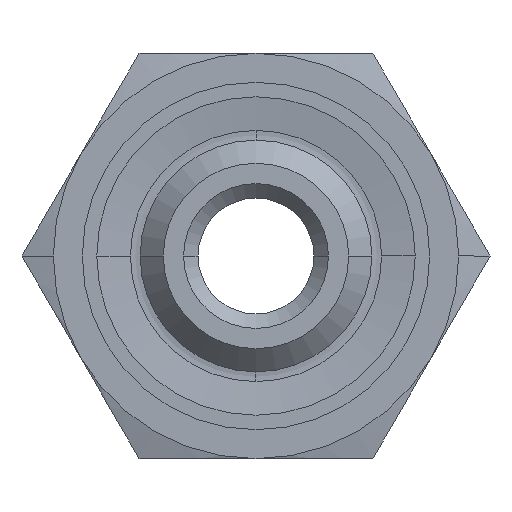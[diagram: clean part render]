
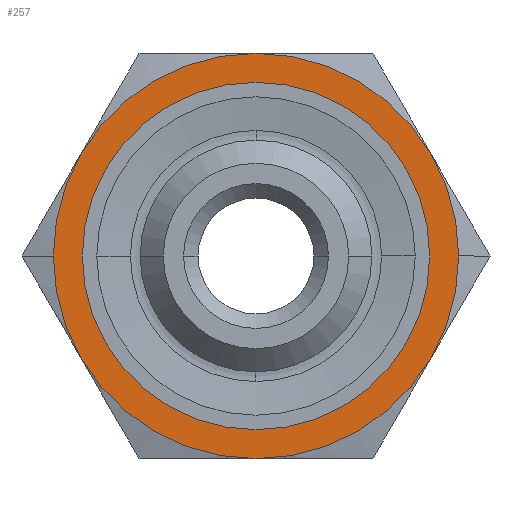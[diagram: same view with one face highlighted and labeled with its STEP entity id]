
A CAD part, left-side view. The second image highlights one B-rep face of the part: STEP entity #257.
In plain terms, the highlighted planar face has unit normal (-1, 0, 0).
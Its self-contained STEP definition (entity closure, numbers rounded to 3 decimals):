
#257 = ADVANCED_FACE( '', ( #491, #492 ), #493, .T. );
#491 = FACE_BOUND( '', #785, .T. );
#492 = FACE_OUTER_BOUND( '', #786, .T. );
#493 = PLANE( '', #787 );
#785 = EDGE_LOOP( '', ( #1560, #1561 ) );
#786 = EDGE_LOOP( '', ( #1562, #1563, #1564, #1565, #1566, #1567, #1568, #1569 ) );
#787 = AXIS2_PLACEMENT_3D( '', #1570, #1571, #1572 );
#1560 = ORIENTED_EDGE( '', *, *, #1980, .F. );
#1561 = ORIENTED_EDGE( '', *, *, #2173, .F. );
#1562 = ORIENTED_EDGE( '', *, *, #2155, .T. );
#1563 = ORIENTED_EDGE( '', *, *, #2018, .T. );
#1564 = ORIENTED_EDGE( '', *, *, #2150, .T. );
#1565 = ORIENTED_EDGE( '', *, *, #2151, .T. );
#1566 = ORIENTED_EDGE( '', *, *, #2020, .T. );
#1567 = ORIENTED_EDGE( '', *, *, #2152, .T. );
#1568 = ORIENTED_EDGE( '', *, *, #2153, .T. );
#1569 = ORIENTED_EDGE( '', *, *, #2154, .T. );
#1570 = CARTESIAN_POINT( '', ( -1.25, 6.5, 0. ) );
#1571 = DIRECTION( '', ( -1., 0., 0. ) );
#1572 = DIRECTION( '', ( 0., 1., 0. ) );
#1980 = EDGE_CURVE( '', #2315, #2318, #2319, .T. );
#2018 = EDGE_CURVE( '', #2385, #2387, #2389, .T. );
#2020 = EDGE_CURVE( '', #2393, #2390, #2394, .T. );
#2150 = EDGE_CURVE( '', #2387, #2597, #2608, .T. );
#2151 = EDGE_CURVE( '', #2597, #2393, #2609, .T. );
#2152 = EDGE_CURVE( '', #2390, #2566, #2610, .T. );
#2153 = EDGE_CURVE( '', #2566, #2586, #2611, .T. );
#2154 = EDGE_CURVE( '', #2586, #2577, #2612, .T. );
#2155 = EDGE_CURVE( '', #2577, #2385, #2613, .T. );
#2173 = EDGE_CURVE( '', #2318, #2315, #2631, .T. );
#2315 = VERTEX_POINT( '', #2835 );
#2318 = VERTEX_POINT( '', #2839 );
#2319 = CIRCLE( '', #2840, 6. );
#2385 = VERTEX_POINT( '', #2943 );
#2387 = VERTEX_POINT( '', #2946 );
#2389 = CIRCLE( '', #2957, 7. );
#2390 = VERTEX_POINT( '', #2958 );
#2393 = VERTEX_POINT( '', #2962 );
#2394 = CIRCLE( '', #2963, 7. );
#2566 = VERTEX_POINT( '', #3230 );
#2577 = VERTEX_POINT( '', #3279 );
#2586 = VERTEX_POINT( '', #3326 );
#2597 = VERTEX_POINT( '', #3392 );
#2608 = CIRCLE( '', #3458, 7. );
#2609 = CIRCLE( '', #3459, 7. );
#2610 = CIRCLE( '', #3460, 7. );
#2611 = CIRCLE( '', #3461, 7. );
#2612 = CIRCLE( '', #3462, 7. );
#2613 = CIRCLE( '', #3463, 7. );
#2631 = CIRCLE( '', #3481, 6. );
#2835 = CARTESIAN_POINT( '', ( -1.25, 6., 0. ) );
#2839 = CARTESIAN_POINT( '', ( -1.25, -6., 0. ) );
#2840 = AXIS2_PLACEMENT_3D( '', #3928, #3929, #3930 );
#2943 = CARTESIAN_POINT( '', ( -1.25, 7., 0. ) );
#2946 = CARTESIAN_POINT( '', ( -1.25, 6.062, -3.5 ) );
#2957 = AXIS2_PLACEMENT_3D( '', #3993, #3994, #3995 );
#2958 = CARTESIAN_POINT( '', ( -1.25, -7., 0. ) );
#2962 = CARTESIAN_POINT( '', ( -1.25, -6.062, -3.5 ) );
#2963 = AXIS2_PLACEMENT_3D( '', #3997, #3998, #3999 );
#3230 = CARTESIAN_POINT( '', ( -1.25, -6.062, 3.5 ) );
#3279 = CARTESIAN_POINT( '', ( -1.25, 6.062, 3.5 ) );
#3326 = CARTESIAN_POINT( '', ( -1.25, 0., 7. ) );
#3392 = CARTESIAN_POINT( '', ( -1.25, 0., -7. ) );
#3458 = AXIS2_PLACEMENT_3D( '', #4140, #4141, #4142 );
#3459 = AXIS2_PLACEMENT_3D( '', #4143, #4144, #4145 );
#3460 = AXIS2_PLACEMENT_3D( '', #4146, #4147, #4148 );
#3461 = AXIS2_PLACEMENT_3D( '', #4149, #4150, #4151 );
#3462 = AXIS2_PLACEMENT_3D( '', #4152, #4153, #4154 );
#3463 = AXIS2_PLACEMENT_3D( '', #4155, #4156, #4157 );
#3481 = AXIS2_PLACEMENT_3D( '', #4209, #4210, #4211 );
#3928 = CARTESIAN_POINT( '', ( -1.25, 0., 0. ) );
#3929 = DIRECTION( '', ( -1., 0., 0. ) );
#3930 = DIRECTION( '', ( 0., 1., 0. ) );
#3993 = CARTESIAN_POINT( '', ( -1.25, 0., 0. ) );
#3994 = DIRECTION( '', ( -1., 0., 0. ) );
#3995 = DIRECTION( '', ( 0., 1., 0. ) );
#3997 = CARTESIAN_POINT( '', ( -1.25, 0., 0. ) );
#3998 = DIRECTION( '', ( -1., 0., 0. ) );
#3999 = DIRECTION( '', ( 0., 1., 0. ) );
#4140 = CARTESIAN_POINT( '', ( -1.25, 0., 0. ) );
#4141 = DIRECTION( '', ( -1., 0., 0. ) );
#4142 = DIRECTION( '', ( 0., 1., 0. ) );
#4143 = CARTESIAN_POINT( '', ( -1.25, 0., 0. ) );
#4144 = DIRECTION( '', ( -1., 0., 0. ) );
#4145 = DIRECTION( '', ( 0., 1., 0. ) );
#4146 = CARTESIAN_POINT( '', ( -1.25, 0., 0. ) );
#4147 = DIRECTION( '', ( -1., 0., 0. ) );
#4148 = DIRECTION( '', ( 0., 1., 0. ) );
#4149 = CARTESIAN_POINT( '', ( -1.25, 0., 0. ) );
#4150 = DIRECTION( '', ( -1., 0., 0. ) );
#4151 = DIRECTION( '', ( 0., 1., 0. ) );
#4152 = CARTESIAN_POINT( '', ( -1.25, 0., 0. ) );
#4153 = DIRECTION( '', ( -1., 0., 0. ) );
#4154 = DIRECTION( '', ( 0., 1., 0. ) );
#4155 = CARTESIAN_POINT( '', ( -1.25, 0., 0. ) );
#4156 = DIRECTION( '', ( -1., 0., 0. ) );
#4157 = DIRECTION( '', ( 0., 1., 0. ) );
#4209 = CARTESIAN_POINT( '', ( -1.25, 0., 0. ) );
#4210 = DIRECTION( '', ( -1., 0., 0. ) );
#4211 = DIRECTION( '', ( 0., 1., 0. ) );
